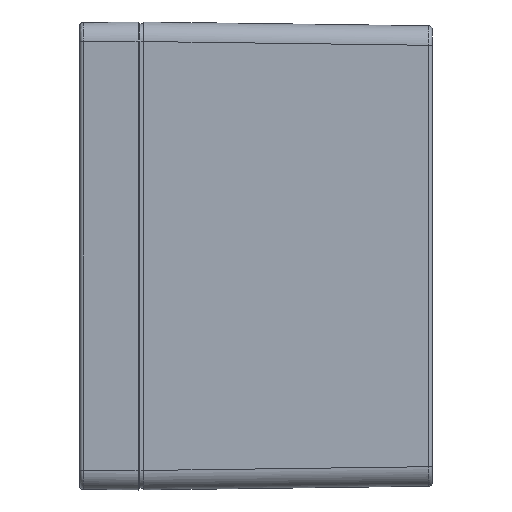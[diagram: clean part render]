
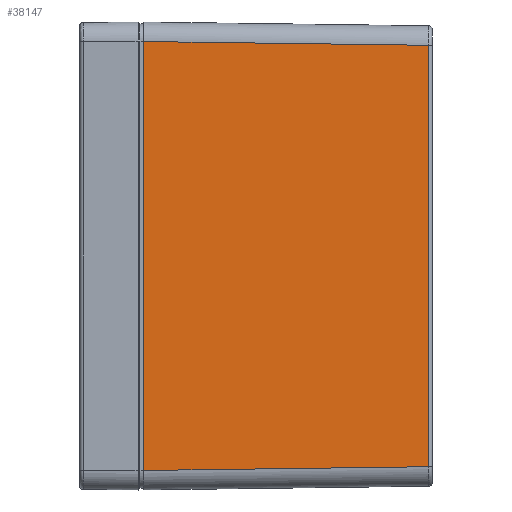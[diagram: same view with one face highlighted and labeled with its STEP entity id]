
A CAD part, left-side view. The second image highlights one B-rep face of the part: STEP entity #38147.
In plain terms, the highlighted planar face has unit normal (-1, -0.013, 0).
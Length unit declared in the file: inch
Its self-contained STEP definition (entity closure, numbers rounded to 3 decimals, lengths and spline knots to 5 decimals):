
#2786 = CARTESIAN_POINT ( 'NONE',  ( -3.50516, -2.9139, -1.1811 ) ) ;
#3305 = DIRECTION ( 'NONE',  ( 0., 0., -1. ) ) ;
#6966 = DIRECTION ( 'NONE',  ( -1., -0.013, 0. ) ) ;
#7282 = ORIENTED_EDGE ( 'NONE', *, *, #26828, .F. ) ;
#7487 = PLANE ( 'NONE',  #18264 ) ;
#10077 = CARTESIAN_POINT ( 'NONE',  ( -3.50516, -2.9139, 2.12723 ) ) ;
#10342 = LINE ( 'NONE', #10077, #50527 ) ;
#11835 = CARTESIAN_POINT ( 'NONE',  ( -3.54279, -0.03937, -2.16486 ) ) ;
#14986 = CARTESIAN_POINT ( 'NONE',  ( -3.54273, -0.04379, -2.1648 ) ) ;
#15682 = VERTEX_POINT ( 'NONE', #36203 ) ;
#16970 = EDGE_LOOP ( 'NONE', ( #7282, #17509, #34992, #41366 ) ) ;
#17061 = VECTOR ( 'NONE', #17220, 39.37008 ) ;
#17220 = DIRECTION ( 'NONE',  ( 0., 0., -1. ) ) ;
#17509 = ORIENTED_EDGE ( 'NONE', *, *, #33898, .T. ) ;
#18264 = AXIS2_PLACEMENT_3D ( 'NONE', #34615, #6966, #35413 ) ;
#18289 = CARTESIAN_POINT ( 'NONE',  ( -3.50516, -2.9139, 2.12723 ) ) ;
#19457 = VECTOR ( 'NONE', #47418, 39.37008 ) ;
#19500 = CARTESIAN_POINT ( 'NONE',  ( -3.50516, -2.9139, -2.12723 ) ) ;
#24604 = LINE ( 'NONE', #33290, #17061 ) ;
#26828 = EDGE_CURVE ( 'NONE', #33553, #44133, #47827, .T. ) ;
#33290 = CARTESIAN_POINT ( 'NONE',  ( -3.54279, -0.03937, -2.3622 ) ) ;
#33553 = VERTEX_POINT ( 'NONE', #18289 ) ;
#33898 = EDGE_CURVE ( 'NONE', #33553, #15682, #10342, .T. ) ;
#34615 = CARTESIAN_POINT ( 'NONE',  ( -3.54331, 0., -2.3622 ) ) ;
#34992 = ORIENTED_EDGE ( 'NONE', *, *, #40967, .T. ) ;
#35187 = EDGE_CURVE ( 'NONE', #44133, #51789, #51108, .T. ) ;
#35413 = DIRECTION ( 'NONE',  ( -0.013, 1., 0. ) ) ;
#36203 = CARTESIAN_POINT ( 'NONE',  ( -3.54279, -0.03937, 2.16486 ) ) ;
#38147 = ADVANCED_FACE ( 'NONE', ( #49146 ), #7487, .T. ) ;
#40967 = EDGE_CURVE ( 'NONE', #15682, #51789, #24604, .T. ) ;
#41366 = ORIENTED_EDGE ( 'NONE', *, *, #35187, .F. ) ;
#43026 = VECTOR ( 'NONE', #3305, 39.37008 ) ;
#44133 = VERTEX_POINT ( 'NONE', #19500 ) ;
#47418 = DIRECTION ( 'NONE',  ( -0.013, 1., -0.013 ) ) ;
#47827 = LINE ( 'NONE', #2786, #43026 ) ;
#49146 = FACE_OUTER_BOUND ( 'NONE', #16970, .T. ) ;
#50527 = VECTOR ( 'NONE', #50938, 39.37008 ) ;
#50938 = DIRECTION ( 'NONE',  ( -0.013, 1., 0.013 ) ) ;
#51108 = LINE ( 'NONE', #14986, #19457 ) ;
#51789 = VERTEX_POINT ( 'NONE', #11835 ) ;
